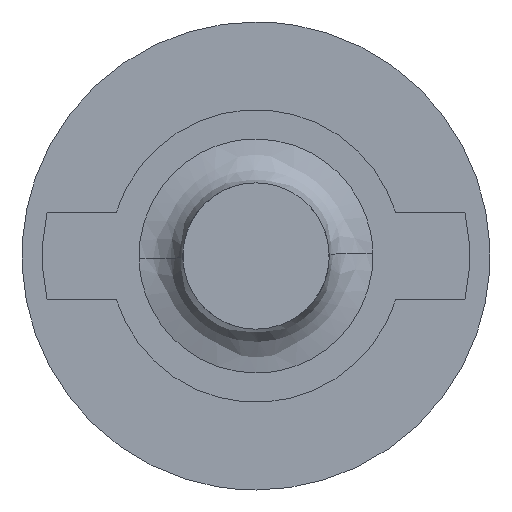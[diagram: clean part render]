
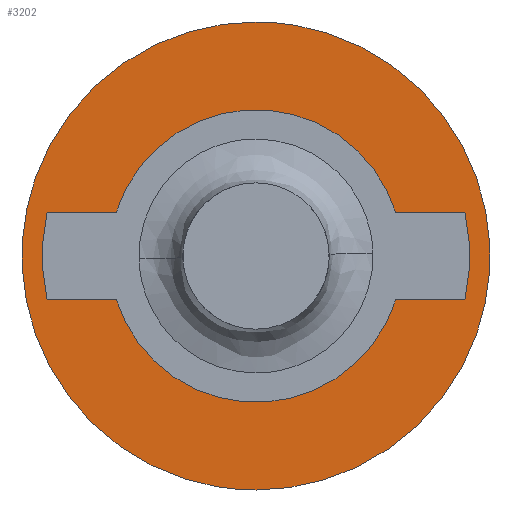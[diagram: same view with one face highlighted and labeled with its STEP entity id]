
A CAD part, front view. The second image highlights one B-rep face of the part: STEP entity #3202.
In plain terms, the highlighted free-form (B-spline) face has degree [1, 1] with [2, 2] control points.
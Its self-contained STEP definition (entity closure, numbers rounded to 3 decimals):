
#897=CARTESIAN_POINT('',(-7.975,-11.4,0.628));
#898=VERTEX_POINT('',#897);
#904=CARTESIAN_POINT('',(0.0,-11.4,8.));
#905=VERTEX_POINT('',#904);
#906=CARTESIAN_POINT('',(0.0,-11.4,8.));
#907=CARTESIAN_POINT('',(-7.395,-11.4,8.));
#908=CARTESIAN_POINT('',(-7.975,-11.4,0.628));
#916=(BOUNDED_CURVE()B_SPLINE_CURVE(2,(#906,#907,#908),.UNSPECIFIED.,.F.,.U.)B_SPLINE_CURVE_WITH_KNOTS((3,3),(0.0,0.236),.UNSPECIFIED.)CURVE()GEOMETRIC_REPRESENTATION_ITEM()RATIONAL_B_SPLINE_CURVE((1.0,0.723,0.97))REPRESENTATION_ITEM(''));
#917=EDGE_CURVE('',#905,#898,#916,.T.);
#919=CARTESIAN_POINT('',(7.975,-11.4,-0.628));
#920=VERTEX_POINT('',#919);
#921=CARTESIAN_POINT('',(7.975,-11.4,-0.628));
#922=CARTESIAN_POINT('',(8.,-11.4,-0.314));
#923=CARTESIAN_POINT('',(8.,-11.4,0.0));
#924=CARTESIAN_POINT('',(8.,-11.4,8.));
#925=CARTESIAN_POINT('',(0.0,-11.4,8.));
#933=(BOUNDED_CURVE()B_SPLINE_CURVE(2,(#921,#922,#923,#924,#925),.UNSPECIFIED.,.F.,.U.)B_SPLINE_CURVE_WITH_KNOTS((3,2,3),(0.736,0.75,1.0),.UNSPECIFIED.)CURVE()GEOMETRIC_REPRESENTATION_ITEM()RATIONAL_B_SPLINE_CURVE((0.97,0.984,1.0,0.707,1.0))REPRESENTATION_ITEM(''));
#934=EDGE_CURVE('',#920,#905,#933,.T.);
#1010=CARTESIAN_POINT('',(0.0,-11.4,-8.));
#1011=VERTEX_POINT('',#1010);
#1012=CARTESIAN_POINT('',(0.0,-11.4,-8.));
#1013=CARTESIAN_POINT('',(7.395,-11.4,-8.));
#1014=CARTESIAN_POINT('',(7.975,-11.4,-0.628));
#1022=(BOUNDED_CURVE()B_SPLINE_CURVE(2,(#1012,#1013,#1014),.UNSPECIFIED.,.F.,.U.)B_SPLINE_CURVE_WITH_KNOTS((3,3),(0.5,0.736),.UNSPECIFIED.)CURVE()GEOMETRIC_REPRESENTATION_ITEM()RATIONAL_B_SPLINE_CURVE((1.0,0.723,0.97))REPRESENTATION_ITEM(''));
#1023=EDGE_CURVE('',#1011,#920,#1022,.T.);
#1025=CARTESIAN_POINT('',(-7.975,-11.4,0.628));
#1026=CARTESIAN_POINT('',(-8.,-11.4,0.314));
#1027=CARTESIAN_POINT('',(-8.,-11.4,0.0));
#1028=CARTESIAN_POINT('',(-8.,-11.4,-8.));
#1029=CARTESIAN_POINT('',(0.0,-11.4,-8.));
#1037=(BOUNDED_CURVE()B_SPLINE_CURVE(2,(#1025,#1026,#1027,#1028,#1029),.UNSPECIFIED.,.F.,.U.)B_SPLINE_CURVE_WITH_KNOTS((3,2,3),(0.236,0.25,0.5),.UNSPECIFIED.)CURVE()GEOMETRIC_REPRESENTATION_ITEM()RATIONAL_B_SPLINE_CURVE((0.97,0.984,1.0,0.707,1.0))REPRESENTATION_ITEM(''));
#1038=EDGE_CURVE('',#898,#1011,#1037,.T.);
#2867=CARTESIAN_POINT('',(7.144,-11.4,1.5));
#2868=VERTEX_POINT('',#2867);
#2869=CARTESIAN_POINT('',(4.77,-11.4,1.5));
#2870=VERTEX_POINT('',#2869);
#2871=CARTESIAN_POINT('',(7.144,-11.4,1.5));
#2872=CARTESIAN_POINT('',(4.77,-11.4,1.5));
#2873=QUASI_UNIFORM_CURVE('',1,(#2871,#2872),.UNSPECIFIED.,.F.,.U.);
#2874=EDGE_CURVE('',#2868,#2870,#2873,.T.);
#2904=CARTESIAN_POINT('',(7.144,-11.4,-1.5));
#2905=VERTEX_POINT('',#2904);
#2906=CARTESIAN_POINT('',(7.144,-11.4,-1.5));
#2907=CARTESIAN_POINT('',(7.459,-11.4,0.));
#2908=CARTESIAN_POINT('',(7.144,-11.4,1.5));
#2916=(BOUNDED_CURVE()B_SPLINE_CURVE(2,(#2906,#2907,#2908),.UNSPECIFIED.,.F.,.U.)CURVE()GEOMETRIC_REPRESENTATION_ITEM()QUASI_UNIFORM_CURVE()RATIONAL_B_SPLINE_CURVE((1.0,0.979,1.0))REPRESENTATION_ITEM(''));
#2917=EDGE_CURVE('',#2905,#2868,#2916,.T.);
#2934=CARTESIAN_POINT('',(4.77,-11.4,-1.5));
#2935=VERTEX_POINT('',#2934);
#2936=CARTESIAN_POINT('',(4.77,-11.4,-1.5));
#2937=CARTESIAN_POINT('',(7.144,-11.4,-1.5));
#2938=QUASI_UNIFORM_CURVE('',1,(#2936,#2937),.UNSPECIFIED.,.F.,.U.);
#2939=EDGE_CURVE('',#2935,#2905,#2938,.T.);
#2969=CARTESIAN_POINT('',(-4.77,-11.4,-1.5));
#2970=VERTEX_POINT('',#2969);
#2971=CARTESIAN_POINT('',(-4.77,-11.4,-1.5));
#2972=CARTESIAN_POINT('',(-3.669,-11.4,-5.));
#2973=CARTESIAN_POINT('',(0.0,-11.4,-5.));
#2974=CARTESIAN_POINT('',(3.669,-11.4,-5.));
#2975=CARTESIAN_POINT('',(4.77,-11.4,-1.5));
#2983=(BOUNDED_CURVE()B_SPLINE_CURVE(2,(#2971,#2972,#2973,#2974,#2975),.UNSPECIFIED.,.F.,.U.)B_SPLINE_CURVE_WITH_KNOTS((3,2,3),(0.0,0.5,1.0),.UNSPECIFIED.)CURVE()GEOMETRIC_REPRESENTATION_ITEM()RATIONAL_B_SPLINE_CURVE((1.0,0.806,1.0,0.806,1.0))REPRESENTATION_ITEM(''));
#2984=EDGE_CURVE('',#2970,#2935,#2983,.T.);
#3001=CARTESIAN_POINT('',(-7.144,-11.4,-1.5));
#3002=VERTEX_POINT('',#3001);
#3003=CARTESIAN_POINT('',(-7.144,-11.4,-1.5));
#3004=CARTESIAN_POINT('',(-4.77,-11.4,-1.5));
#3005=QUASI_UNIFORM_CURVE('',1,(#3003,#3004),.UNSPECIFIED.,.F.,.U.);
#3006=EDGE_CURVE('',#3002,#2970,#3005,.T.);
#3032=CARTESIAN_POINT('',(-7.144,-11.4,1.5));
#3033=VERTEX_POINT('',#3032);
#3034=CARTESIAN_POINT('',(-7.144,-11.4,1.5));
#3035=CARTESIAN_POINT('',(-7.459,-11.4,0.));
#3036=CARTESIAN_POINT('',(-7.144,-11.4,-1.5));
#3044=(BOUNDED_CURVE()B_SPLINE_CURVE(2,(#3034,#3035,#3036),.UNSPECIFIED.,.F.,.U.)CURVE()GEOMETRIC_REPRESENTATION_ITEM()QUASI_UNIFORM_CURVE()RATIONAL_B_SPLINE_CURVE((1.0,0.979,1.0))REPRESENTATION_ITEM(''));
#3045=EDGE_CURVE('',#3033,#3002,#3044,.T.);
#3062=CARTESIAN_POINT('',(-4.77,-11.4,1.5));
#3063=VERTEX_POINT('',#3062);
#3064=CARTESIAN_POINT('',(-4.77,-11.4,1.5));
#3065=CARTESIAN_POINT('',(-7.144,-11.4,1.5));
#3066=QUASI_UNIFORM_CURVE('',1,(#3064,#3065),.UNSPECIFIED.,.F.,.U.);
#3067=EDGE_CURVE('',#3063,#3033,#3066,.T.);
#3097=CARTESIAN_POINT('',(4.77,-11.4,1.5));
#3098=CARTESIAN_POINT('',(3.669,-11.4,5.));
#3099=CARTESIAN_POINT('',(0.0,-11.4,5.));
#3100=CARTESIAN_POINT('',(-3.669,-11.4,5.));
#3101=CARTESIAN_POINT('',(-4.77,-11.4,1.5));
#3109=(BOUNDED_CURVE()B_SPLINE_CURVE(2,(#3097,#3098,#3099,#3100,#3101),.UNSPECIFIED.,.F.,.U.)B_SPLINE_CURVE_WITH_KNOTS((3,2,3),(0.0,0.5,1.0),.UNSPECIFIED.)CURVE()GEOMETRIC_REPRESENTATION_ITEM()RATIONAL_B_SPLINE_CURVE((1.0,0.806,1.0,0.806,1.0))REPRESENTATION_ITEM(''));
#3110=EDGE_CURVE('',#2870,#3063,#3109,.T.);
#3181=CARTESIAN_POINT('',(-8.797,-11.4,8.799));
#3182=CARTESIAN_POINT('',(8.797,-11.4,8.799));
#3183=CARTESIAN_POINT('',(-8.797,-11.4,-8.799));
#3184=CARTESIAN_POINT('',(8.797,-11.4,-8.799));
#3185=B_SPLINE_SURFACE_WITH_KNOTS('',1,1,((#3181,#3183),(#3182,#3184)),.UNSPECIFIED.,.F.,.F.,.U.,(2,2),(2,2),(0.0,17.594),(0.0,17.598),.UNSPECIFIED.);
#3186=ORIENTED_EDGE('',*,*,#917,.T.);
#3187=ORIENTED_EDGE('',*,*,#1038,.T.);
#3188=ORIENTED_EDGE('',*,*,#1023,.T.);
#3189=ORIENTED_EDGE('',*,*,#934,.T.);
#3190=EDGE_LOOP('',(#3186,#3187,#3188,#3189));
#3191=FACE_OUTER_BOUND('',#3190,.T.);
#3192=ORIENTED_EDGE('',*,*,#3110,.F.);
#3193=ORIENTED_EDGE('',*,*,#2874,.F.);
#3194=ORIENTED_EDGE('',*,*,#2917,.F.);
#3195=ORIENTED_EDGE('',*,*,#2939,.F.);
#3196=ORIENTED_EDGE('',*,*,#2984,.F.);
#3197=ORIENTED_EDGE('',*,*,#3006,.F.);
#3198=ORIENTED_EDGE('',*,*,#3045,.F.);
#3199=ORIENTED_EDGE('',*,*,#3067,.F.);
#3200=EDGE_LOOP('',(#3192,#3193,#3194,#3195,#3196,#3197,#3198,#3199));
#3201=FACE_BOUND('',#3200,.T.);
#3202=ADVANCED_FACE('',(#3191,#3201),#3185,.F.);
